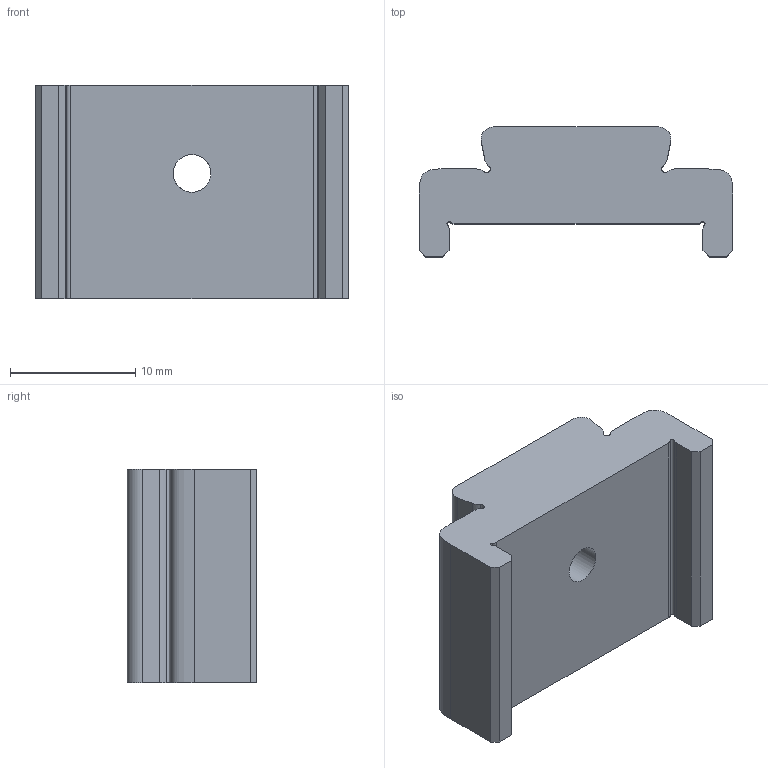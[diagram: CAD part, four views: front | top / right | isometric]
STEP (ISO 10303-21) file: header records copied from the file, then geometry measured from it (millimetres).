
FILE_DESCRIPTION(/* description */ (''),/* implementation_level */ '2;1');
FILE_NAME(/* name */ 'carrige_endstopHolder',/* time_stamp */ '2026-01-15T19:16:56+03:00',/* author */ (''),/* organization */ (''),/* preprocessor_version */ 'ST-DEVELOPER v16.5',/* originating_system */ 'Rhino 7.23',/* authorisation */ '');
FILE_SCHEMA (('CONFIG_CONTROL_DESIGN'));
Length unit declared in the file: millimetre
Products named in the file (1): Document
Bounding box: 25 x 10.35 x 17.04 mm (x, y, z)
Volume: 2824.6 mm3; surface area: 1687.5 mm2
Topology: 1 solids, 1 shells, 35 faces, 99 edges, 66 vertices
Faces by surface type: plane 18, cylinder 11, bspline 6
Full cylindrical faces by diameter (mm): 3 x1
Entity records: 1205 total; most frequent: CARTESIAN_POINT 501, ORIENTED_EDGE 198, EDGE_CURVE 99, VERTEX_POINT 66, B_SPLINE_CURVE_WITH_KNOTS 47, EDGE_LOOP 37, ADVANCED_FACE 35, FACE_OUTER_BOUND 35
